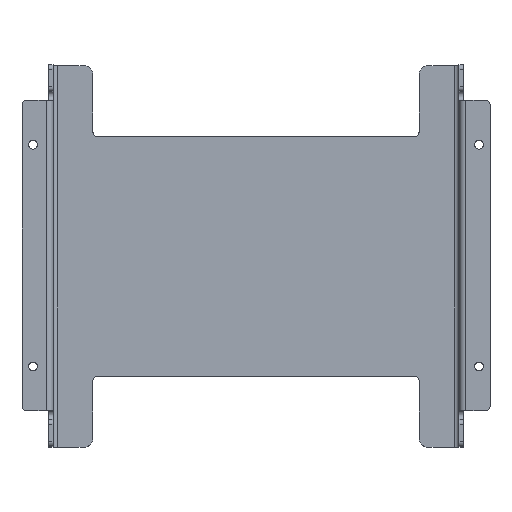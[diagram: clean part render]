
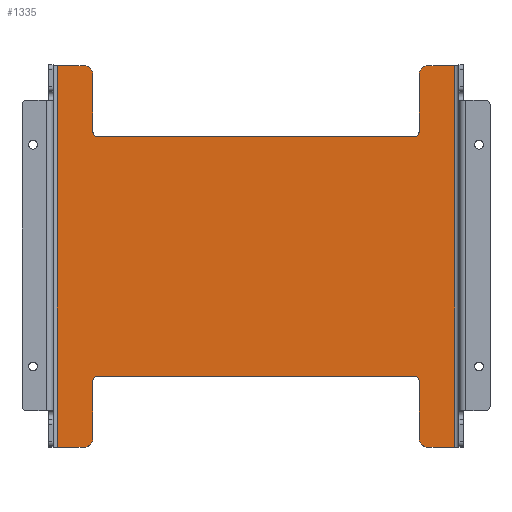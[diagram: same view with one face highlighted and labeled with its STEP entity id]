
A CAD part, top view. The second image highlights one B-rep face of the part: STEP entity #1335.
In plain terms, the highlighted planar face has unit normal (0, 0, 1).
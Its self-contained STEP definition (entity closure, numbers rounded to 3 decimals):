
#1194=AXIS2_PLACEMENT_3D('Plane Axis2P3D',#1191,#1192,#1193) ;
#1198=AXIS2_PLACEMENT_3D('Circle Axis2P3D',#1196,#1197,$) ;
#1214=AXIS2_PLACEMENT_3D('Circle Axis2P3D',#1212,#1213,$) ;
#1228=AXIS2_PLACEMENT_3D('Circle Axis2P3D',#1226,#1227,$) ;
#1242=AXIS2_PLACEMENT_3D('Circle Axis2P3D',#1240,#1241,$) ;
#1247=AXIS2_PLACEMENT_3D('Circle Axis2P3D',#1245,#1246,$) ;
#1261=AXIS2_PLACEMENT_3D('Circle Axis2P3D',#1259,#1260,$) ;
#1275=AXIS2_PLACEMENT_3D('Circle Axis2P3D',#1273,#1274,$) ;
#1289=AXIS2_PLACEMENT_3D('Circle Axis2P3D',#1287,#1288,$) ;
#516=CARTESIAN_POINT('Vertex',(14.,0.,8.2)) ;
#521=CARTESIAN_POINT('Line Origine',(11.,0.,8.2)) ;
#525=CARTESIAN_POINT('Vertex',(8.,0.,8.2)) ;
#606=CARTESIAN_POINT('Vertex',(8.,86.,8.2)) ;
#609=CARTESIAN_POINT('Line Origine',(11.,86.,8.2)) ;
#613=CARTESIAN_POINT('Vertex',(14.,86.,8.2)) ;
#985=CARTESIAN_POINT('Line Origine',(8.,42.39,8.2)) ;
#1191=CARTESIAN_POINT('Axis2P3D Location',(8.,86.,8.2)) ;
#1196=CARTESIAN_POINT('Axis2P3D Location',(91.5,84.,8.2)) ;
#1200=CARTESIAN_POINT('Vertex',(89.5,84.,8.2)) ;
#1202=CARTESIAN_POINT('Vertex',(91.5,86.,8.2)) ;
#1205=CARTESIAN_POINT('Line Origine',(89.5,77.5,8.2)) ;
#1209=CARTESIAN_POINT('Vertex',(89.5,71.,8.2)) ;
#1212=CARTESIAN_POINT('Axis2P3D Location',(88.5,71.,8.2)) ;
#1216=CARTESIAN_POINT('Vertex',(88.5,70.,8.2)) ;
#1219=CARTESIAN_POINT('Line Origine',(52.75,70.,8.2)) ;
#1223=CARTESIAN_POINT('Vertex',(17.,70.,8.2)) ;
#1226=CARTESIAN_POINT('Axis2P3D Location',(17.,71.,8.2)) ;
#1230=CARTESIAN_POINT('Vertex',(16.,71.,8.2)) ;
#1233=CARTESIAN_POINT('Line Origine',(16.,77.5,8.2)) ;
#1237=CARTESIAN_POINT('Vertex',(16.,84.,8.2)) ;
#1240=CARTESIAN_POINT('Axis2P3D Location',(14.,84.,8.2)) ;
#1245=CARTESIAN_POINT('Axis2P3D Location',(14.,2.,8.2)) ;
#1249=CARTESIAN_POINT('Vertex',(16.,2.,8.2)) ;
#1252=CARTESIAN_POINT('Line Origine',(16.,8.5,8.2)) ;
#1256=CARTESIAN_POINT('Vertex',(16.,15.,8.2)) ;
#1259=CARTESIAN_POINT('Axis2P3D Location',(17.,15.,8.2)) ;
#1263=CARTESIAN_POINT('Vertex',(17.,16.,8.2)) ;
#1266=CARTESIAN_POINT('Line Origine',(52.75,16.,8.2)) ;
#1270=CARTESIAN_POINT('Vertex',(88.5,16.,8.2)) ;
#1273=CARTESIAN_POINT('Axis2P3D Location',(88.5,15.,8.2)) ;
#1277=CARTESIAN_POINT('Vertex',(89.5,15.,8.2)) ;
#1280=CARTESIAN_POINT('Line Origine',(89.5,8.5,8.2)) ;
#1284=CARTESIAN_POINT('Vertex',(89.5,2.,8.2)) ;
#1287=CARTESIAN_POINT('Axis2P3D Location',(91.5,2.,8.2)) ;
#1291=CARTESIAN_POINT('Vertex',(91.5,0.,8.2)) ;
#1294=CARTESIAN_POINT('Line Origine',(94.5,0.,8.2)) ;
#1298=CARTESIAN_POINT('Vertex',(97.5,0.,8.2)) ;
#1301=CARTESIAN_POINT('Line Origine',(97.5,43.,8.2)) ;
#1305=CARTESIAN_POINT('Vertex',(97.5,86.,8.2)) ;
#1308=CARTESIAN_POINT('Line Origine',(94.5,86.,8.2)) ;
#522=DIRECTION('Vector Direction',(1.,0.,0.)) ;
#610=DIRECTION('Vector Direction',(1.,0.,0.)) ;
#986=DIRECTION('Vector Direction',(0.,1.,0.)) ;
#1192=DIRECTION('Axis2P3D Direction',(0.,0.,-1.)) ;
#1193=DIRECTION('Axis2P3D XDirection',(1.,0.,0.)) ;
#1197=DIRECTION('Axis2P3D Direction',(0.,0.,-1.)) ;
#1206=DIRECTION('Vector Direction',(0.,-1.,0.)) ;
#1213=DIRECTION('Axis2P3D Direction',(0.,0.,-1.)) ;
#1220=DIRECTION('Vector Direction',(-1.,0.,0.)) ;
#1227=DIRECTION('Axis2P3D Direction',(0.,0.,-1.)) ;
#1234=DIRECTION('Vector Direction',(0.,1.,0.)) ;
#1241=DIRECTION('Axis2P3D Direction',(0.,0.,-1.)) ;
#1246=DIRECTION('Axis2P3D Direction',(0.,0.,-1.)) ;
#1253=DIRECTION('Vector Direction',(0.,1.,0.)) ;
#1260=DIRECTION('Axis2P3D Direction',(0.,0.,-1.)) ;
#1267=DIRECTION('Vector Direction',(1.,0.,0.)) ;
#1274=DIRECTION('Axis2P3D Direction',(0.,0.,-1.)) ;
#1281=DIRECTION('Vector Direction',(0.,-1.,0.)) ;
#1288=DIRECTION('Axis2P3D Direction',(0.,0.,-1.)) ;
#1295=DIRECTION('Vector Direction',(1.,0.,0.)) ;
#1302=DIRECTION('Vector Direction',(0.,-1.,0.)) ;
#1309=DIRECTION('Vector Direction',(1.,0.,0.)) ;
#523=VECTOR('Line Direction',#522,1.) ;
#611=VECTOR('Line Direction',#610,1.) ;
#987=VECTOR('Line Direction',#986,1.) ;
#1207=VECTOR('Line Direction',#1206,1.) ;
#1221=VECTOR('Line Direction',#1220,1.) ;
#1235=VECTOR('Line Direction',#1234,1.) ;
#1254=VECTOR('Line Direction',#1253,1.) ;
#1268=VECTOR('Line Direction',#1267,1.) ;
#1282=VECTOR('Line Direction',#1281,1.) ;
#1296=VECTOR('Line Direction',#1295,1.) ;
#1303=VECTOR('Line Direction',#1302,1.) ;
#1310=VECTOR('Line Direction',#1309,1.) ;
#1314=ORIENTED_EDGE('',*,*,#1204,.F.) ;
#1315=ORIENTED_EDGE('',*,*,#1211,.F.) ;
#1316=ORIENTED_EDGE('',*,*,#1218,.F.) ;
#1317=ORIENTED_EDGE('',*,*,#1225,.F.) ;
#1318=ORIENTED_EDGE('',*,*,#1232,.F.) ;
#1319=ORIENTED_EDGE('',*,*,#1239,.F.) ;
#1320=ORIENTED_EDGE('',*,*,#1244,.F.) ;
#1321=ORIENTED_EDGE('',*,*,#615,.F.) ;
#1322=ORIENTED_EDGE('',*,*,#989,.T.) ;
#1323=ORIENTED_EDGE('',*,*,#527,.T.) ;
#1324=ORIENTED_EDGE('',*,*,#1251,.F.) ;
#1325=ORIENTED_EDGE('',*,*,#1258,.F.) ;
#1326=ORIENTED_EDGE('',*,*,#1265,.F.) ;
#1327=ORIENTED_EDGE('',*,*,#1272,.F.) ;
#1328=ORIENTED_EDGE('',*,*,#1279,.F.) ;
#1329=ORIENTED_EDGE('',*,*,#1286,.F.) ;
#1330=ORIENTED_EDGE('',*,*,#1293,.F.) ;
#1331=ORIENTED_EDGE('',*,*,#1300,.T.) ;
#1332=ORIENTED_EDGE('',*,*,#1307,.F.) ;
#1333=ORIENTED_EDGE('',*,*,#1312,.F.) ;
#1335=ADVANCED_FACE('BRACKET',(#1334),#1195,.F.) ;
#1199=CIRCLE('generated circle',#1198,2.) ;
#1215=CIRCLE('generated circle',#1214,1.) ;
#1229=CIRCLE('generated circle',#1228,1.) ;
#1243=CIRCLE('generated circle',#1242,2.) ;
#1248=CIRCLE('generated circle',#1247,2.) ;
#1262=CIRCLE('generated circle',#1261,1.) ;
#1276=CIRCLE('generated circle',#1275,1.) ;
#1290=CIRCLE('generated circle',#1289,2.) ;
#527=EDGE_CURVE('',#526,#517,#524,.T.) ;
#615=EDGE_CURVE('',#607,#614,#612,.T.) ;
#989=EDGE_CURVE('',#607,#526,#988,.F.) ;
#1204=EDGE_CURVE('',#1201,#1203,#1199,.T.) ;
#1211=EDGE_CURVE('',#1210,#1201,#1208,.F.) ;
#1218=EDGE_CURVE('',#1217,#1210,#1215,.F.) ;
#1225=EDGE_CURVE('',#1224,#1217,#1222,.F.) ;
#1232=EDGE_CURVE('',#1231,#1224,#1229,.F.) ;
#1239=EDGE_CURVE('',#1238,#1231,#1236,.F.) ;
#1244=EDGE_CURVE('',#614,#1238,#1243,.T.) ;
#1251=EDGE_CURVE('',#1250,#517,#1248,.T.) ;
#1258=EDGE_CURVE('',#1257,#1250,#1255,.F.) ;
#1265=EDGE_CURVE('',#1264,#1257,#1262,.F.) ;
#1272=EDGE_CURVE('',#1271,#1264,#1269,.F.) ;
#1279=EDGE_CURVE('',#1278,#1271,#1276,.F.) ;
#1286=EDGE_CURVE('',#1285,#1278,#1283,.F.) ;
#1293=EDGE_CURVE('',#1292,#1285,#1290,.T.) ;
#1300=EDGE_CURVE('',#1292,#1299,#1297,.T.) ;
#1307=EDGE_CURVE('',#1306,#1299,#1304,.T.) ;
#1312=EDGE_CURVE('',#1203,#1306,#1311,.T.) ;
#1313=EDGE_LOOP('',(#1314,#1315,#1316,#1317,#1318,#1319,#1320,#1321,#1322,#1323,#1324,#1325,#1326,#1327,#1328,#1329,#1330,#1331,#1332,#1333)) ;
#1334=FACE_OUTER_BOUND('',#1313,.T.) ;
#524=LINE('Line',#521,#523) ;
#612=LINE('Line',#609,#611) ;
#988=LINE('Line',#985,#987) ;
#1208=LINE('Line',#1205,#1207) ;
#1222=LINE('Line',#1219,#1221) ;
#1236=LINE('Line',#1233,#1235) ;
#1255=LINE('Line',#1252,#1254) ;
#1269=LINE('Line',#1266,#1268) ;
#1283=LINE('Line',#1280,#1282) ;
#1297=LINE('Line',#1294,#1296) ;
#1304=LINE('Line',#1301,#1303) ;
#1311=LINE('Line',#1308,#1310) ;
#1195=PLANE('',#1194) ;
#517=VERTEX_POINT('',#516) ;
#526=VERTEX_POINT('',#525) ;
#607=VERTEX_POINT('',#606) ;
#614=VERTEX_POINT('',#613) ;
#1201=VERTEX_POINT('',#1200) ;
#1203=VERTEX_POINT('',#1202) ;
#1210=VERTEX_POINT('',#1209) ;
#1217=VERTEX_POINT('',#1216) ;
#1224=VERTEX_POINT('',#1223) ;
#1231=VERTEX_POINT('',#1230) ;
#1238=VERTEX_POINT('',#1237) ;
#1250=VERTEX_POINT('',#1249) ;
#1257=VERTEX_POINT('',#1256) ;
#1264=VERTEX_POINT('',#1263) ;
#1271=VERTEX_POINT('',#1270) ;
#1278=VERTEX_POINT('',#1277) ;
#1285=VERTEX_POINT('',#1284) ;
#1292=VERTEX_POINT('',#1291) ;
#1299=VERTEX_POINT('',#1298) ;
#1306=VERTEX_POINT('',#1305) ;
